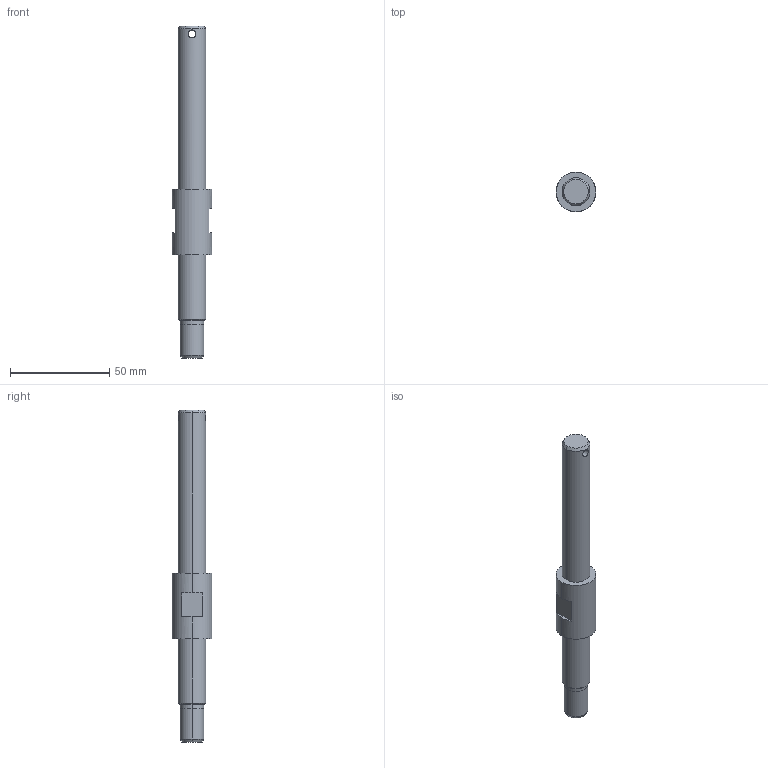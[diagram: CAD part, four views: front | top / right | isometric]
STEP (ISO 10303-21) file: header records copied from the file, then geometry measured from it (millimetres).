
FILE_DESCRIPTION((''),'2;1');
FILE_NAME('JGA00234_AXE_VERIN_D14','2021-08-05T',('Jocelyn'),(''),'PRO/ENGINEER BY PARAMETRIC TECHNOLOGY CORPORATION, 2017170','PRO/ENGINEER BY PARAMETRIC TECHNOLOGY CORPORATION, 2017170','');
FILE_SCHEMA(('CONFIG_CONTROL_DESIGN'));
Length unit declared in the file: millimetre
Products named in the file (1): JGA00234_AXE_VERIN_D14
Bounding box: 20 x 20 x 167 mm (x, y, z)
Volume: 29731.9 mm3; surface area: 9158.7 mm2
Topology: 1 solids, 2 shells, 30 faces, 68 edges, 44 vertices
Faces by surface type: plane 12, cylinder 12, cone 6
Entity records: 944 total; most frequent: CARTESIAN_POINT 191, DIRECTION 162, ORIENTED_EDGE 132, EDGE_CURVE 68, AXIS2_PLACEMENT_3D 67, VERTEX_POINT 44, EDGE_LOOP 36, CIRCLE 36
